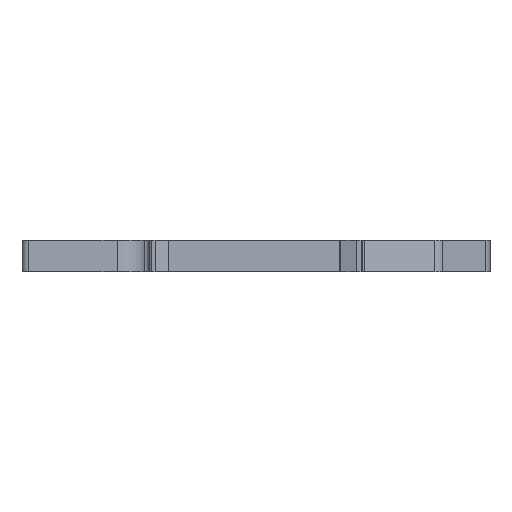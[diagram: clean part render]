
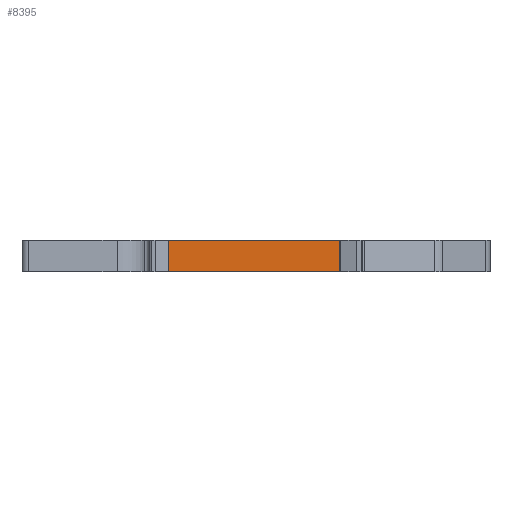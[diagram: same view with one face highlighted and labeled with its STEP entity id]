
A CAD part, front view. The second image highlights one B-rep face of the part: STEP entity #8395.
In plain terms, the highlighted planar face has unit normal (0, -1, 0).
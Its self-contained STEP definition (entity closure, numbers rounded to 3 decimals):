
#42 = CARTESIAN_POINT ( 'NONE',  ( -11.825, -52.694, 5. ) ) ;
#58 = LINE ( 'NONE', #6572, #2937 ) ;
#132 = LINE ( 'NONE', #14470, #9571 ) ;
#968 = CARTESIAN_POINT ( 'NONE',  ( 16.5, -52.694, 0. ) ) ;
#1375 = DIRECTION ( 'NONE',  ( 0., 0., -1. ) ) ;
#1379 = CARTESIAN_POINT ( 'NONE',  ( -11.825, -52.694, 0. ) ) ;
#1402 = DIRECTION ( 'NONE',  ( 0., -1., 0. ) ) ;
#1428 = PLANE ( 'NONE',  #4471 ) ;
#1856 = CARTESIAN_POINT ( 'NONE',  ( -11.825, -52.694, -70.761 ) ) ;
#2325 = EDGE_CURVE ( 'NONE', #10133, #10726, #8156, .T. ) ;
#2415 = EDGE_CURVE ( 'NONE', #13326, #10133, #58, .T. ) ;
#2862 = ORIENTED_EDGE ( 'NONE', *, *, #2415, .F. ) ;
#2937 = VECTOR ( 'NONE', #6604, 1000. ) ;
#3122 = DIRECTION ( 'NONE',  ( -1., 0., 0. ) ) ;
#3172 = CARTESIAN_POINT ( 'NONE',  ( -11.825, -52.694, 0. ) ) ;
#4253 = ORIENTED_EDGE ( 'NONE', *, *, #2325, .F. ) ;
#4426 = VECTOR ( 'NONE', #3122, 1000. ) ;
#4471 = AXIS2_PLACEMENT_3D ( 'NONE', #1856, #1402, #1375 ) ;
#5272 = VECTOR ( 'NONE', #7333, 1000. ) ;
#6572 = CARTESIAN_POINT ( 'NONE',  ( -11.825, -52.694, -70.761 ) ) ;
#6604 = DIRECTION ( 'NONE',  ( 0., 0., 1. ) ) ;
#7139 = FACE_OUTER_BOUND ( 'NONE', #11143, .T. ) ;
#7262 = CARTESIAN_POINT ( 'NONE',  ( -11.825, -52.694, 5. ) ) ;
#7333 = DIRECTION ( 'NONE',  ( 1., 0., 0. ) ) ;
#8156 = LINE ( 'NONE', #7262, #5272 ) ;
#8395 = ADVANCED_FACE ( 'NONE', ( #7139 ), #1428, .T. ) ;
#9571 = VECTOR ( 'NONE', #14495, 1000. ) ;
#9623 = ORIENTED_EDGE ( 'NONE', *, *, #11474, .F. ) ;
#10133 = VERTEX_POINT ( 'NONE', #42 ) ;
#10161 = ORIENTED_EDGE ( 'NONE', *, *, #13434, .T. ) ;
#10726 = VERTEX_POINT ( 'NONE', #14050 ) ;
#11143 = EDGE_LOOP ( 'NONE', ( #9623, #10161, #4253, #2862 ) ) ;
#11474 = EDGE_CURVE ( 'NONE', #12895, #13326, #15070, .T. ) ;
#12895 = VERTEX_POINT ( 'NONE', #968 ) ;
#13326 = VERTEX_POINT ( 'NONE', #1379 ) ;
#13434 = EDGE_CURVE ( 'NONE', #12895, #10726, #132, .T. ) ;
#14050 = CARTESIAN_POINT ( 'NONE',  ( 16.5, -52.694, 5. ) ) ;
#14470 = CARTESIAN_POINT ( 'NONE',  ( 16.5, -52.694, -70.761 ) ) ;
#14495 = DIRECTION ( 'NONE',  ( 0., 0., 1. ) ) ;
#15070 = LINE ( 'NONE', #3172, #4426 ) ;
